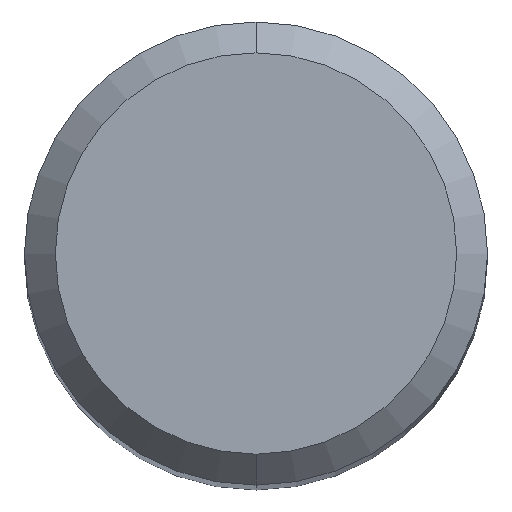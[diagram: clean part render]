
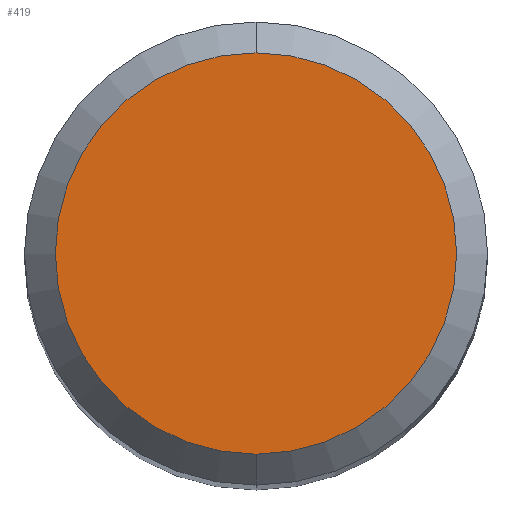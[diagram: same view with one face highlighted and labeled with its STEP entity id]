
A CAD part, top view. The second image highlights one B-rep face of the part: STEP entity #419.
In plain terms, the highlighted planar face has unit normal (0, 0, 1).
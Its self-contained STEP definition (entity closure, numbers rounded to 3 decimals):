
#419=ADVANCED_FACE('',(#1125),#1126,.T.);
#729=EDGE_CURVE('',#817,#833,#1464,.T.);
#817=VERTEX_POINT('',#1564);
#833=VERTEX_POINT('',#1582);
#1007=EDGE_CURVE('',#833,#817,#1766,.T.);
#1125=FACE_OUTER_BOUND('',#2222,.T.);
#1126=PLANE('',#2223);
#1464=CIRCLE('',#3645,2.6);
#1564=CARTESIAN_POINT('',(0.,-2.6,0.0));
#1582=CARTESIAN_POINT('',(0.0,2.6,0.0));
#1766=CIRCLE('',#4686,2.6);
#2222=EDGE_LOOP('',(#4839,#4840));
#2223=AXIS2_PLACEMENT_3D('',#4841,#4842,#4843);
#3645=AXIS2_PLACEMENT_3D('',#5190,#5191,#5192);
#4686=AXIS2_PLACEMENT_3D('',#5538,#5539,#5540);
#4839=ORIENTED_EDGE('',*,*,#1007,.F.);
#4840=ORIENTED_EDGE('',*,*,#729,.F.);
#4841=CARTESIAN_POINT('',(0.0,1.3,0.0));
#4842=DIRECTION('',(-0.0,0.0,1.0));
#4843=DIRECTION('',(0.0,-1.0,0.0));
#5190=CARTESIAN_POINT('',(0.0,0.0,0.0));
#5191=DIRECTION('',(0.0,0.0,-1.0));
#5192=DIRECTION('',(0.0,1.0,0.0));
#5538=CARTESIAN_POINT('',(0.0,0.0,0.0));
#5539=DIRECTION('',(0.0,0.0,-1.0));
#5540=DIRECTION('',(0.0,1.0,0.0));
